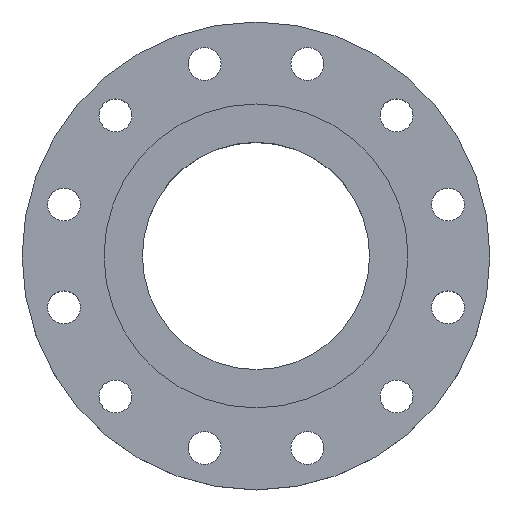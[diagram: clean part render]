
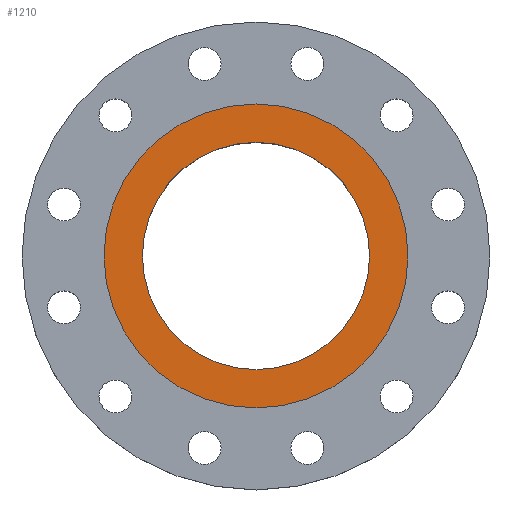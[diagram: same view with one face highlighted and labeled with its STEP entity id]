
A CAD part, top view. The second image highlights one B-rep face of the part: STEP entity #1210.
In plain terms, the highlighted planar face has unit normal (0, 0, 1).
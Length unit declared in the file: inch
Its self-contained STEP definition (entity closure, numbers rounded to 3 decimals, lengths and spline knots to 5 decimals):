
#73 = CARTESIAN_POINT ( 'NONE',  ( 0., 0., 0.0625 ) ) ;
#97 = CARTESIAN_POINT ( 'NONE',  ( -4.06, 0., 0.0625 ) ) ;
#110 = VERTEX_POINT ( 'NONE', #129 ) ;
#129 = CARTESIAN_POINT ( 'NONE',  ( 4.06, 0., 0.0625 ) ) ;
#182 = FACE_BOUND ( 'NONE', #243, .T. ) ;
#192 = FACE_OUTER_BOUND ( 'NONE', #681, .T. ) ;
#193 = VERTEX_POINT ( 'NONE', #520 ) ;
#243 = EDGE_LOOP ( 'NONE', ( #1004, #657 ) ) ;
#244 = CARTESIAN_POINT ( 'NONE',  ( 0., 0., 0.0625 ) ) ;
#261 = AXIS2_PLACEMENT_3D ( 'NONE', #73, #503, #940 ) ;
#266 = CARTESIAN_POINT ( 'NONE',  ( 0., 0., 0.0625 ) ) ;
#353 = DIRECTION ( 'NONE',  ( 0., 0., 1. ) ) ;
#503 = DIRECTION ( 'NONE',  ( 0., 0., 1. ) ) ;
#520 = CARTESIAN_POINT ( 'NONE',  ( 3.035, 0., 0.0625 ) ) ;
#565 = ORIENTED_EDGE ( 'NONE', *, *, #1065, .T. ) ;
#570 = CARTESIAN_POINT ( 'NONE',  ( -3.035, 0., 0.0625 ) ) ;
#574 = CARTESIAN_POINT ( 'NONE',  ( 0., 0., 0.0625 ) ) ;
#590 = EDGE_CURVE ( 'NONE', #193, #1006, #617, .T. ) ;
#615 = PLANE ( 'NONE',  #261 ) ;
#617 = CIRCLE ( 'NONE', #1088, 3.035 ) ;
#633 = DIRECTION ( 'NONE',  ( 1., 0., 0. ) ) ;
#637 = AXIS2_PLACEMENT_3D ( 'NONE', #244, #682, #1132 ) ;
#638 = EDGE_CURVE ( 'NONE', #1006, #193, #1203, .T. ) ;
#657 = ORIENTED_EDGE ( 'NONE', *, *, #590, .F. ) ;
#681 = EDGE_LOOP ( 'NONE', ( #1395, #565 ) ) ;
#682 = DIRECTION ( 'NONE',  ( 0., 0., 1. ) ) ;
#701 = EDGE_CURVE ( 'NONE', #813, #110, #706, .T. ) ;
#706 = CIRCLE ( 'NONE', #637, 4.06 ) ;
#807 = DIRECTION ( 'NONE',  ( 0., 0., 1. ) ) ;
#813 = VERTEX_POINT ( 'NONE', #97 ) ;
#824 = DIRECTION ( 'NONE',  ( 0., 0., 1. ) ) ;
#832 = CIRCLE ( 'NONE', #1106, 4.06 ) ;
#923 = DIRECTION ( 'NONE',  ( 1., 0., 0. ) ) ;
#940 = DIRECTION ( 'NONE',  ( 1., 0., 0. ) ) ;
#1004 = ORIENTED_EDGE ( 'NONE', *, *, #638, .F. ) ;
#1006 = VERTEX_POINT ( 'NONE', #570 ) ;
#1065 = EDGE_CURVE ( 'NONE', #110, #813, #832, .T. ) ;
#1088 = AXIS2_PLACEMENT_3D ( 'NONE', #574, #353, #1123 ) ;
#1106 = AXIS2_PLACEMENT_3D ( 'NONE', #1362, #824, #633 ) ;
#1123 = DIRECTION ( 'NONE',  ( 1., 0., 0. ) ) ;
#1132 = DIRECTION ( 'NONE',  ( 1., 0., 0. ) ) ;
#1139 = AXIS2_PLACEMENT_3D ( 'NONE', #266, #807, #923 ) ;
#1203 = CIRCLE ( 'NONE', #1139, 3.035 ) ;
#1210 = ADVANCED_FACE ( 'NONE', ( #182, #192 ), #615, .T. ) ;
#1362 = CARTESIAN_POINT ( 'NONE',  ( 0., 0., 0.0625 ) ) ;
#1395 = ORIENTED_EDGE ( 'NONE', *, *, #701, .T. ) ;
